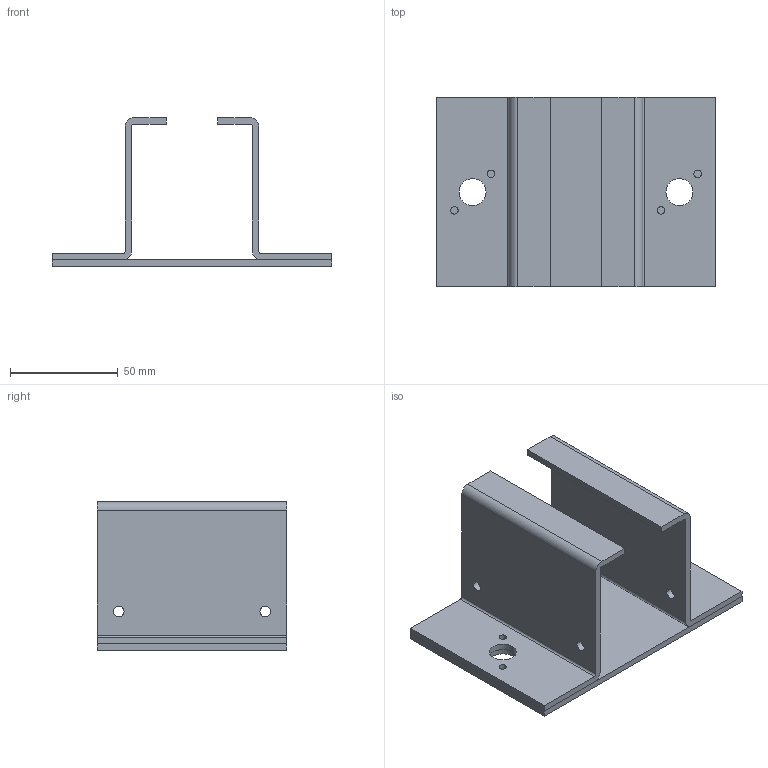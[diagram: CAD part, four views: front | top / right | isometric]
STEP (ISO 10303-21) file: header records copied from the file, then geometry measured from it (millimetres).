
FILE_DESCRIPTION((''),'2;1');
FILE_NAME('6359.stp','2006-08-02T15:20:57',('DIDIERR'),(''),'Autodesk Inventor 9','Autodesk Inventor 9','');
FILE_SCHEMA(('AUTOMOTIVE_DESIGN { 1 0 10303 214 1 1 1 1 }'));
Length unit declared in the file: millimetre
Products named in the file (3): 6359; 15597; 15596
Assembly tree (3 placements, depth 2):
  6359
    15597
    15596  x2
Bounding box: 130 x 88 x 69 mm (x, y, z)
Volume: 92431.8 mm3; surface area: 66313.4 mm2
Topology: 3 solids, 3 shells, 82 faces, 204 edges, 136 vertices
Faces by surface type: plane 34, cylinder 28, bspline 20
Entity records: 1978 total; most frequent: CARTESIAN_POINT 498, DIRECTION 310, ORIENTED_EDGE 276, EDGE_CURVE 138, AXIS2_PLACEMENT_3D 120, VERTEX_POINT 92, EDGE_LOOP 80, VECTOR 70
